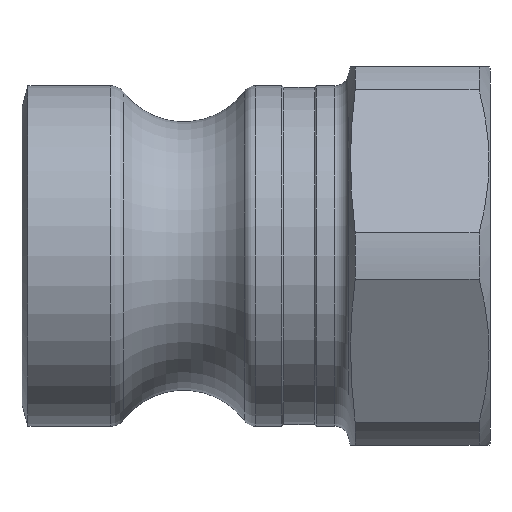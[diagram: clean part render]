
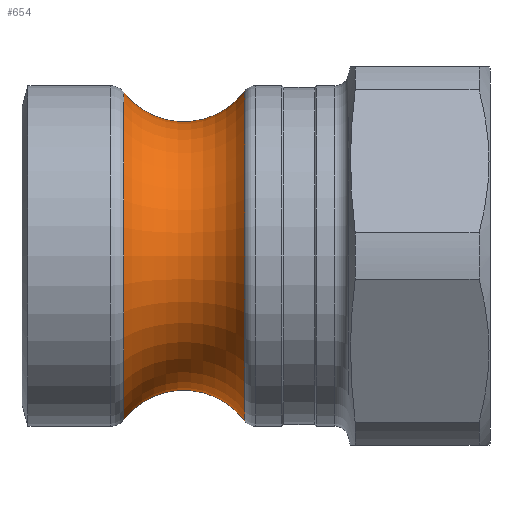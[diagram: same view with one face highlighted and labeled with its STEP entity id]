
A CAD part, front view. The second image highlights one B-rep face of the part: STEP entity #654.
In plain terms, the highlighted toroidal (fillet/blend) face has major radius 30.5 mm and minor radius 11 mm.
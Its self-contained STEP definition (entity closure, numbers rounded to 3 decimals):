
#17=TOROIDAL_SURFACE('',#763,30.5,11.);
#84=FACE_OUTER_BOUND('',#120,.T.);
#120=EDGE_LOOP('',(#568,#569,#570,#571,#572,#573));
#225=CIRCLE('',#755,23.778);
#226=CIRCLE('',#756,23.778);
#228=CIRCLE('',#760,23.942);
#230=CIRCLE('',#762,23.942);
#231=CIRCLE('',#764,11.);
#293=VERTEX_POINT('',#1175);
#294=VERTEX_POINT('',#1177);
#295=VERTEX_POINT('',#1184);
#296=VERTEX_POINT('',#1185);
#384=EDGE_CURVE('',#293,#294,#225,.T.);
#385=EDGE_CURVE('',#294,#293,#226,.T.);
#388=EDGE_CURVE('',#295,#296,#228,.T.);
#390=EDGE_CURVE('',#296,#295,#230,.T.);
#391=EDGE_CURVE('',#293,#296,#231,.T.);
#568=ORIENTED_EDGE('',*,*,#385,.F.);
#569=ORIENTED_EDGE('',*,*,#384,.F.);
#570=ORIENTED_EDGE('',*,*,#391,.T.);
#571=ORIENTED_EDGE('',*,*,#388,.F.);
#572=ORIENTED_EDGE('',*,*,#390,.F.);
#573=ORIENTED_EDGE('',*,*,#391,.F.);
#654=ADVANCED_FACE('',(#84),#17,.F.);
#755=AXIS2_PLACEMENT_3D('',#1178,#950,#951);
#756=AXIS2_PLACEMENT_3D('',#1179,#952,#953);
#760=AXIS2_PLACEMENT_3D('',#1186,#961,#962);
#762=AXIS2_PLACEMENT_3D('',#1188,#965,#966);
#763=AXIS2_PLACEMENT_3D('',#1189,#967,#968);
#764=AXIS2_PLACEMENT_3D('',#1190,#969,#970);
#950=DIRECTION('center_axis',(-1.,0.,0.));
#951=DIRECTION('ref_axis',(0.,-1.,0.));
#952=DIRECTION('center_axis',(-1.,0.,0.));
#953=DIRECTION('ref_axis',(0.,-1.,0.));
#961=DIRECTION('center_axis',(1.,0.,0.));
#962=DIRECTION('ref_axis',(0.,-1.,0.));
#965=DIRECTION('center_axis',(1.,0.,0.));
#966=DIRECTION('ref_axis',(0.,-1.,0.));
#967=DIRECTION('center_axis',(-1.,0.,0.));
#968=DIRECTION('ref_axis',(0.,0.,1.));
#969=DIRECTION('center_axis',(0.,1.,0.));
#970=DIRECTION('ref_axis',(0.,0.,-1.));
#1175=CARTESIAN_POINT('',(14.793,0.,-23.778));
#1177=CARTESIAN_POINT('',(14.793,23.778,0.));
#1178=CARTESIAN_POINT('Origin',(14.793,0.,0.));
#1179=CARTESIAN_POINT('Origin',(14.793,0.,0.));
#1184=CARTESIAN_POINT('',(32.332,23.942,0.));
#1185=CARTESIAN_POINT('',(32.332,0.,-23.942));
#1186=CARTESIAN_POINT('Origin',(32.332,0.,0.));
#1188=CARTESIAN_POINT('Origin',(32.332,0.,0.));
#1189=CARTESIAN_POINT('Origin',(23.5,0.,0.));
#1190=CARTESIAN_POINT('Origin',(23.5,0.,-30.5));
